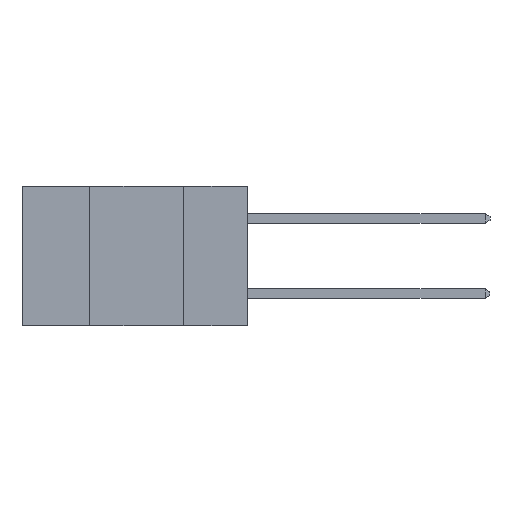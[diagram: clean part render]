
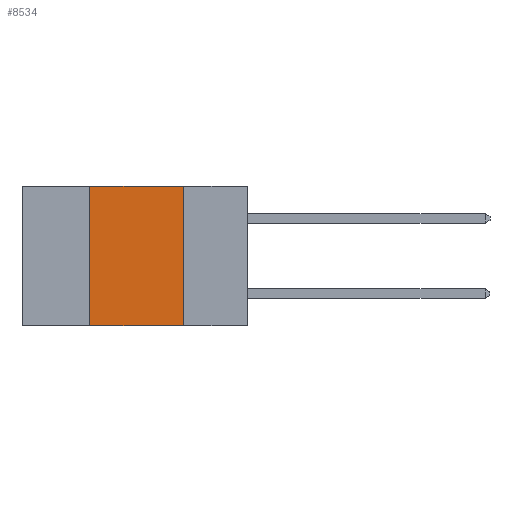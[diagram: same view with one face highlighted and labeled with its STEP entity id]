
A CAD part, left-side view. The second image highlights one B-rep face of the part: STEP entity #8534.
In plain terms, the highlighted planar face has unit normal (-1, 0, 0).
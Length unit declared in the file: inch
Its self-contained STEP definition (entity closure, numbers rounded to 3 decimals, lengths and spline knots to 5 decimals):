
#1008 = VERTEX_POINT ( 'NONE', #9251 ) ;
#1443 = VERTEX_POINT ( 'NONE', #6741 ) ;
#1517 = EDGE_LOOP ( 'NONE', ( #8680, #10103, #7164, #9357 ) ) ;
#1615 = VECTOR ( 'NONE', #4450, 39.37008 ) ;
#1669 = LINE ( 'NONE', #4293, #1938 ) ;
#1938 = VECTOR ( 'NONE', #6678, 39.37008 ) ;
#3102 = EDGE_CURVE ( 'NONE', #5217, #9652, #7833, .T. ) ;
#3584 = CARTESIAN_POINT ( 'NONE',  ( 0., 0.6, 0. ) ) ;
#3661 = CARTESIAN_POINT ( 'NONE',  ( 0., 0.6, -0.37 ) ) ;
#4267 = LINE ( 'NONE', #4485, #1615 ) ;
#4293 = CARTESIAN_POINT ( 'NONE',  ( 0., 0.17, 0. ) ) ;
#4450 = DIRECTION ( 'NONE',  ( 0., 0., 1. ) ) ;
#4485 = CARTESIAN_POINT ( 'NONE',  ( 0., 0.42, 0. ) ) ;
#4594 = DIRECTION ( 'NONE',  ( 0., -1., 0. ) ) ;
#5217 = VERTEX_POINT ( 'NONE', #9307 ) ;
#5455 = VECTOR ( 'NONE', #4594, 39.37008 ) ;
#5716 = EDGE_CURVE ( 'NONE', #1443, #9652, #1669, .T. ) ;
#5772 = DIRECTION ( 'NONE',  ( 0., -1., 0. ) ) ;
#6204 = DIRECTION ( 'NONE',  ( 0., 0., -1. ) ) ;
#6274 = DIRECTION ( 'NONE',  ( 1., 0., 0. ) ) ;
#6495 = PLANE ( 'NONE',  #8562 ) ;
#6678 = DIRECTION ( 'NONE',  ( 0., 0., -1. ) ) ;
#6741 = CARTESIAN_POINT ( 'NONE',  ( 0., 0.17, 0. ) ) ;
#7012 = CARTESIAN_POINT ( 'NONE',  ( 0., 0.6, 0. ) ) ;
#7111 = EDGE_CURVE ( 'NONE', #1008, #1443, #8411, .T. ) ;
#7164 = ORIENTED_EDGE ( 'NONE', *, *, #9760, .F. ) ;
#7833 = LINE ( 'NONE', #3661, #5455 ) ;
#8171 = VECTOR ( 'NONE', #5772, 39.37008 ) ;
#8411 = LINE ( 'NONE', #3584, #8171 ) ;
#8433 = CARTESIAN_POINT ( 'NONE',  ( 0., 0.17, -0.37 ) ) ;
#8534 = ADVANCED_FACE ( 'NONE', ( #9026 ), #6495, .F. ) ;
#8562 = AXIS2_PLACEMENT_3D ( 'NONE', #7012, #6274, #6204 ) ;
#8680 = ORIENTED_EDGE ( 'NONE', *, *, #5716, .F. ) ;
#9026 = FACE_OUTER_BOUND ( 'NONE', #1517, .T. ) ;
#9251 = CARTESIAN_POINT ( 'NONE',  ( 0., 0.42, 0. ) ) ;
#9307 = CARTESIAN_POINT ( 'NONE',  ( 0., 0.42, -0.37 ) ) ;
#9357 = ORIENTED_EDGE ( 'NONE', *, *, #3102, .T. ) ;
#9652 = VERTEX_POINT ( 'NONE', #8433 ) ;
#9760 = EDGE_CURVE ( 'NONE', #5217, #1008, #4267, .T. ) ;
#10103 = ORIENTED_EDGE ( 'NONE', *, *, #7111, .F. ) ;
